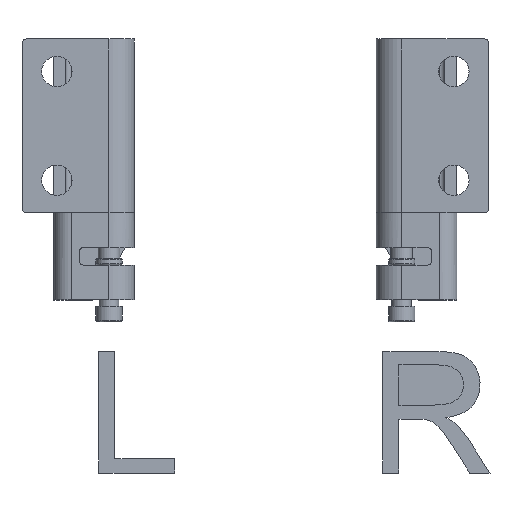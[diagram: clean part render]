
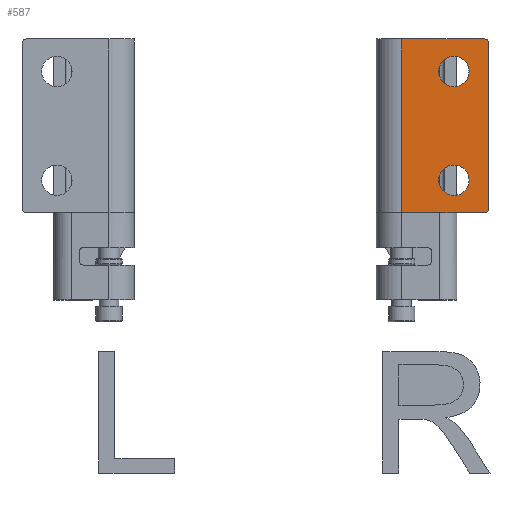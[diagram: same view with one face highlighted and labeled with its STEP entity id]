
A CAD part, top view. The second image highlights one B-rep face of the part: STEP entity #587.
In plain terms, the highlighted planar face has unit normal (0, 0, 1).
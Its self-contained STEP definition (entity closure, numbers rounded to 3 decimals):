
#18=FACE_BOUND('',#939,.T.);
#19=FACE_BOUND('',#940,.T.);
#52=(
BOUNDED_CURVE()
B_SPLINE_CURVE(1,(#4912,#4913),.UNSPECIFIED.,.F.,.F.)
B_SPLINE_CURVE_WITH_KNOTS((2,2),(0.,40.),.UNSPECIFIED.)
CURVE()
GEOMETRIC_REPRESENTATION_ITEM()
RATIONAL_B_SPLINE_CURVE((1.,1.))
REPRESENTATION_ITEM('')
);
#147=TRIMMED_CURVE($,#303,(#4942),(#4943),.T.,.CARTESIAN.);
#149=TRIMMED_CURVE($,#305,(#4950),(#4951),.T.,.CARTESIAN.);
#151=TRIMMED_CURVE($,#307,(#4962),(#4963),.T.,.CARTESIAN.);
#153=TRIMMED_CURVE($,#309,(#4968),(#4969),.T.,.CARTESIAN.);
#155=TRIMMED_CURVE($,#311,(#4976),(#4977),.T.,.CARTESIAN.);
#157=TRIMMED_CURVE($,#313,(#4984),(#4985),.T.,.CARTESIAN.);
#303=CIRCLE('',#3127,3.5);
#305=CIRCLE('',#3129,3.5);
#307=CIRCLE('',#3131,1.);
#309=CIRCLE('',#3133,1.);
#311=CIRCLE('',#3135,3.5);
#313=CIRCLE('',#3137,3.5);
#587=ADVANCED_FACE('',(#759,#18,#19),#2851,.T.);
#759=FACE_OUTER_BOUND('',#938,.T.);
#938=EDGE_LOOP('',(#1463,#1464,#1465,#1466,#1467,#1468));
#939=EDGE_LOOP('',(#1469,#1470));
#940=EDGE_LOOP('',(#1471,#1472));
#1463=ORIENTED_EDGE('',*,*,#2122,.F.);
#1464=ORIENTED_EDGE('',*,*,#2102,.F.);
#1465=ORIENTED_EDGE('',*,*,#2120,.F.);
#1466=ORIENTED_EDGE('',*,*,#2101,.F.);
#1467=ORIENTED_EDGE('',*,*,#2099,.T.);
#1468=ORIENTED_EDGE('',*,*,#2103,.T.);
#1469=ORIENTED_EDGE('',*,*,#2125,.F.);
#1470=ORIENTED_EDGE('',*,*,#2112,.F.);
#1471=ORIENTED_EDGE('',*,*,#2128,.F.);
#1472=ORIENTED_EDGE('',*,*,#2115,.F.);
#2099=EDGE_CURVE('',#2669,#2670,#52,.T.);
#2101=EDGE_CURVE('',#2669,#2677,#2441,.T.);
#2102=EDGE_CURVE('',#2679,#2678,#2442,.T.);
#2103=EDGE_CURVE('',#2670,#2680,#2443,.T.);
#2112=EDGE_CURVE('',#2673,#2685,#147,.T.);
#2115=EDGE_CURVE('',#2675,#2687,#149,.T.);
#2120=EDGE_CURVE('',#2677,#2679,#151,.T.);
#2122=EDGE_CURVE('',#2678,#2680,#153,.T.);
#2125=EDGE_CURVE('',#2685,#2673,#155,.T.);
#2128=EDGE_CURVE('',#2687,#2675,#157,.T.);
#2441=B_SPLINE_CURVE_WITH_KNOTS('',1,(#4917,#4918),.UNSPECIFIED.,.F.,.F.,
(2,2),(0.,19.),.UNSPECIFIED.);
#2442=B_SPLINE_CURVE_WITH_KNOTS('',1,(#4919,#4920),.UNSPECIFIED.,.F.,.F.,
(2,2),(1.,39.),.UNSPECIFIED.);
#2443=B_SPLINE_CURVE_WITH_KNOTS('',1,(#4921,#4922),.UNSPECIFIED.,.F.,.F.,
(2,2),(0.,19.),.UNSPECIFIED.);
#2669=VERTEX_POINT('',#4881);
#2670=VERTEX_POINT('',#4882);
#2673=VERTEX_POINT('',#4885);
#2675=VERTEX_POINT('',#4887);
#2677=VERTEX_POINT('',#4889);
#2678=VERTEX_POINT('',#4890);
#2679=VERTEX_POINT('',#4891);
#2680=VERTEX_POINT('',#4892);
#2685=VERTEX_POINT('',#4897);
#2687=VERTEX_POINT('',#4899);
#2851=PLANE('',#3111);
#3111=AXIS2_PLACEMENT_3D('',#4865,#3477,$);
#3127=AXIS2_PLACEMENT_3D($,#4941,#3497,#3498);
#3129=AXIS2_PLACEMENT_3D($,#4949,#3501,#3502);
#3131=AXIS2_PLACEMENT_3D($,#4961,#3505,#3506);
#3133=AXIS2_PLACEMENT_3D($,#4967,#3509,#3510);
#3135=AXIS2_PLACEMENT_3D($,#4975,#3513,#3514);
#3137=AXIS2_PLACEMENT_3D($,#4983,#3517,#3518);
#3477=DIRECTION('',(0.,0.,1.));
#3497=DIRECTION('',(0.,0.,1.));
#3498=DIRECTION('',(-1.,0.,0.));
#3501=DIRECTION('',(0.,0.,1.));
#3502=DIRECTION('',(-1.,0.,0.));
#3505=DIRECTION('',(0.,0.,-1.));
#3506=DIRECTION('',(0.,1.,0.));
#3509=DIRECTION('',(0.,0.,-1.));
#3510=DIRECTION('',(1.,0.,0.));
#3513=DIRECTION('',(0.,0.,1.));
#3514=DIRECTION('',(1.,0.,0.));
#3517=DIRECTION('',(0.,0.,1.));
#3518=DIRECTION('',(1.,0.,0.));
#4865=CARTESIAN_POINT('',(81.367,0.,30.993));
#4881=CARTESIAN_POINT('',(81.367,0.,30.993));
#4882=CARTESIAN_POINT('',(81.367,-40.,30.993));
#4885=CARTESIAN_POINT('',(89.867,-7.5,30.993));
#4887=CARTESIAN_POINT('',(89.867,-32.5,30.993));
#4889=CARTESIAN_POINT('',(100.367,0.,30.993));
#4890=CARTESIAN_POINT('',(101.367,-39.,30.993));
#4891=CARTESIAN_POINT('',(101.367,-1.,30.993));
#4892=CARTESIAN_POINT('',(100.367,-40.,30.993));
#4897=CARTESIAN_POINT('',(96.867,-7.5,30.993));
#4899=CARTESIAN_POINT('',(96.867,-32.5,30.993));
#4912=CARTESIAN_POINT('',(81.367,0.,30.993));
#4913=CARTESIAN_POINT('',(81.367,-40.,30.993));
#4917=CARTESIAN_POINT('',(81.367,0.,30.993));
#4918=CARTESIAN_POINT('',(100.367,0.,30.993));
#4919=CARTESIAN_POINT('',(101.367,-1.,30.993));
#4920=CARTESIAN_POINT('',(101.367,-39.,30.993));
#4921=CARTESIAN_POINT('',(81.367,-40.,30.993));
#4922=CARTESIAN_POINT('',(100.367,-40.,30.993));
#4941=CARTESIAN_POINT('',(93.367,-7.5,30.993));
#4942=CARTESIAN_POINT('',(89.867,-7.5,30.993));
#4943=CARTESIAN_POINT('',(96.867,-7.5,30.993));
#4949=CARTESIAN_POINT('',(93.367,-32.5,30.993));
#4950=CARTESIAN_POINT('',(89.867,-32.5,30.993));
#4951=CARTESIAN_POINT('',(96.867,-32.5,30.993));
#4961=CARTESIAN_POINT('',(100.367,-1.,30.993));
#4962=CARTESIAN_POINT('',(100.367,0.,30.993));
#4963=CARTESIAN_POINT('',(101.367,-1.,30.993));
#4967=CARTESIAN_POINT('',(100.367,-39.,30.993));
#4968=CARTESIAN_POINT('',(101.367,-39.,30.993));
#4969=CARTESIAN_POINT('',(100.367,-40.,30.993));
#4975=CARTESIAN_POINT('',(93.367,-7.5,30.993));
#4976=CARTESIAN_POINT('',(96.867,-7.5,30.993));
#4977=CARTESIAN_POINT('',(89.867,-7.5,30.993));
#4983=CARTESIAN_POINT('',(93.367,-32.5,30.993));
#4984=CARTESIAN_POINT('',(96.867,-32.5,30.993));
#4985=CARTESIAN_POINT('',(89.867,-32.5,30.993));
